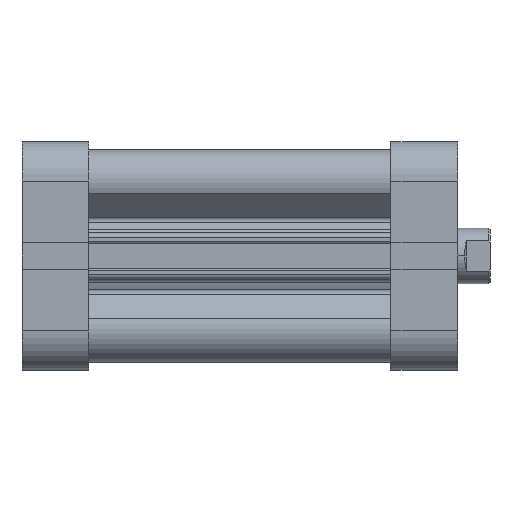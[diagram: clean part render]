
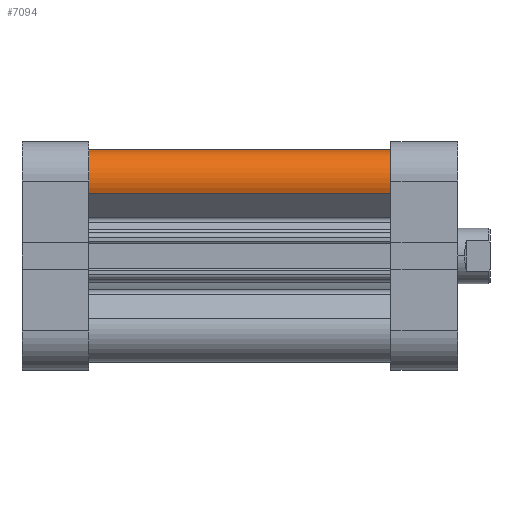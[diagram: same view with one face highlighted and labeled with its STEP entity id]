
A CAD part, front view. The second image highlights one B-rep face of the part: STEP entity #7094.
In plain terms, the highlighted cylindrical face has radius 6.75 mm (diameter 13.5 mm), a partial arc.
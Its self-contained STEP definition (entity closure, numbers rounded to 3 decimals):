
#45 = CARTESIAN_POINT ( 'NONE',  ( -23., -16.25, 65.5 ) ) ;
#46 = CARTESIAN_POINT ( 'NONE',  ( -13.633, -22.472, 65.5 ) ) ;
#47 = CARTESIAN_POINT ( 'NONE',  ( -23., -16.25, 0. ) ) ;
#48 = CARTESIAN_POINT ( 'NONE',  ( -13.633, -22.472, 0. ) ) ;
#385 = VERTEX_POINT ( 'NONE', #48 ) ;
#386 = VERTEX_POINT ( 'NONE', #47 ) ;
#387 = VERTEX_POINT ( 'NONE', #46 ) ;
#388 = VERTEX_POINT ( 'NONE', #45 ) ;
#1237 = EDGE_CURVE ( 'NONE', #386, #385, #2768, .T. ) ;
#1246 = EDGE_CURVE ( 'NONE', #388, #386, #2781, .T. ) ;
#1247 = EDGE_CURVE ( 'NONE', #388, #387, #2784, .T. ) ;
#1248 = EDGE_CURVE ( 'NONE', #387, #385, #2775, .T. ) ;
#1617 = AXIS2_PLACEMENT_3D ( 'NONE', #9469, #9470, #9471 ) ;
#1621 = AXIS2_PLACEMENT_3D ( 'NONE', #9489, #9493, #9494 ) ;
#2013 = AXIS2_PLACEMENT_3D ( 'NONE', #4855, #4854, #4853 ) ;
#2459 = EDGE_LOOP ( 'NONE', ( #7984, #7982, #7980, #7978 ) ) ;
#2768 = CIRCLE ( 'NONE', #1617, 6.75 ) ;
#2775 = LINE ( 'NONE', #9496, #2776 ) ;
#2776 = VECTOR ( 'NONE', #9497, 1000. ) ;
#2781 = LINE ( 'NONE', #9491, #2782 ) ;
#2782 = VECTOR ( 'NONE', #9492, 1000. ) ;
#2784 = CIRCLE ( 'NONE', #1621, 6.75 ) ;
#4853 = DIRECTION ( 'NONE',  ( -1., 0., 0. ) ) ;
#4854 = DIRECTION ( 'NONE',  ( 0., 0., -1. ) ) ;
#4855 = CARTESIAN_POINT ( 'NONE',  ( -16.25, -16.25, 65.5 ) ) ;
#5082 = FACE_OUTER_BOUND ( 'NONE', #2459, .T. ) ;
#5085 = CYLINDRICAL_SURFACE ( 'NONE', #2013, 6.75 ) ;
#7094 = ADVANCED_FACE ( 'NONE', ( #5082 ), #5085, .T. ) ;
#7978 = ORIENTED_EDGE ( 'NONE', *, *, #1248, .F. ) ;
#7980 = ORIENTED_EDGE ( 'NONE', *, *, #1237, .T. ) ;
#7982 = ORIENTED_EDGE ( 'NONE', *, *, #1246, .T. ) ;
#7984 = ORIENTED_EDGE ( 'NONE', *, *, #1247, .F. ) ;
#9469 = CARTESIAN_POINT ( 'NONE',  ( -16.25, -16.25, 0. ) ) ;
#9470 = DIRECTION ( 'NONE',  ( 0., 0., 1. ) ) ;
#9471 = DIRECTION ( 'NONE',  ( -1., 0., 0. ) ) ;
#9489 = CARTESIAN_POINT ( 'NONE',  ( -16.25, -16.25, 65.5 ) ) ;
#9491 = CARTESIAN_POINT ( 'NONE',  ( -23., -16.25, 65.5 ) ) ;
#9492 = DIRECTION ( 'NONE',  ( 0., 0., -1. ) ) ;
#9493 = DIRECTION ( 'NONE',  ( 0., 0., 1. ) ) ;
#9494 = DIRECTION ( 'NONE',  ( -1., 0., 0. ) ) ;
#9496 = CARTESIAN_POINT ( 'NONE',  ( -13.633, -22.472, 65.5 ) ) ;
#9497 = DIRECTION ( 'NONE',  ( 0., 0., -1. ) ) ;
